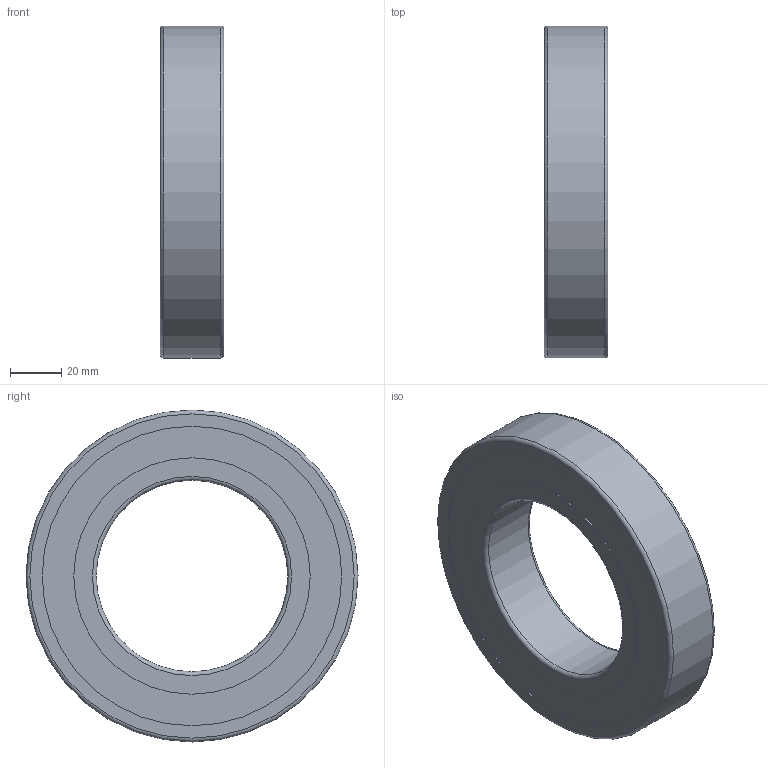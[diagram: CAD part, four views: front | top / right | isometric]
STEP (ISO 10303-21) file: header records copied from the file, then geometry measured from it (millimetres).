
FILE_DESCRIPTION(/* description */ ('STEP AP214'),/* implementation_level */ '2;1');
FILE_NAME(/* name */ '6215ZZ',/* time_stamp */ '2025-09-30T12:10:16+02:00',/* author */ ('License CC BY-ND 4.0'),/* organization */ ('CADENAS'),/* preprocessor_version */ 'ST-DEVELOPER v19.3',/* originating_system */ 'PARTsolutions',/* authorisation */ ' ');
FILE_SCHEMA (('AUTOMOTIVE_DESIGN {1 0 10303 214 3 1 1}'));
Length unit declared in the file: millimetre
Products named in the file (5): 6215ZZ; 6215ZZ Inner Ring; 6215ZZ Outer Ring; 6215ZZst; 6215ZZ Ball
Assembly tree (15 placements, depth 2):
  6215ZZ
    6215ZZ Inner Ring
    6215ZZ Outer Ring
    6215ZZst  x2
    6215ZZ Ball  x11
Bounding box: 25 x 130 x 130 mm (x, y, z)
Volume: 150948 mm3; surface area: 70592.7 mm2
Topology: 15 solids, 15 shells, 39 faces, 80 edges, 51 vertices
Faces by surface type: cylinder 12, sphere 11, plane 10, torus 6
Full cylindrical faces by diameter (mm): 75 x1, 92.6 x4, 112.4 x2, 117.289 x4, 130 x1
Entity records: 726 total; most frequent: DIRECTION 130, CARTESIAN_POINT 90, AXIS2_PLACEMENT_3D 65, FACE_BOUND 49, ORIENTED_EDGE 48, EDGE_LOOP 48, VERTEX_POINT 25, ADVANCED_FACE 25
